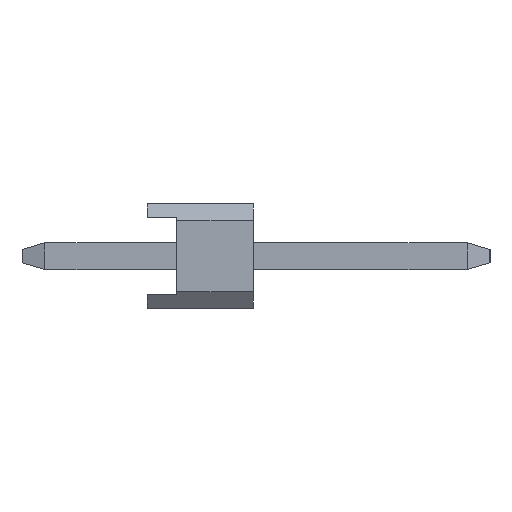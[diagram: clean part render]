
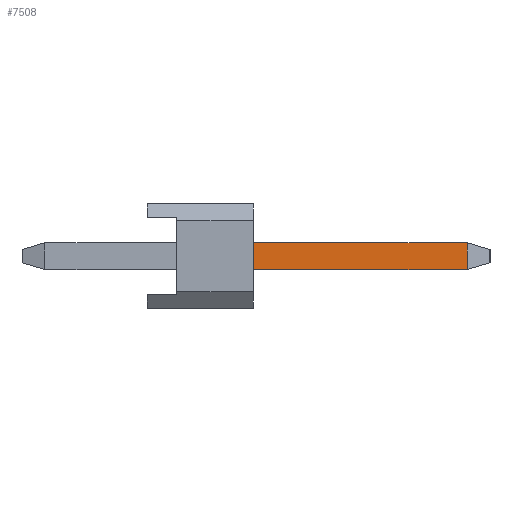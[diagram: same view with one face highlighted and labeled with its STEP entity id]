
A CAD part, left-side view. The second image highlights one B-rep face of the part: STEP entity #7508.
In plain terms, the highlighted planar face has unit normal (-1, 0, 0).
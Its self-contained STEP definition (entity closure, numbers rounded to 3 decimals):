
#5592=VERTEX_POINT('',#15509);
#7508=ADVANCED_FACE('',(#17585),#17586,.T.);
#9244=EDGE_CURVE('',#5592,#12662,#19503,.T.);
#9664=VERTEX_POINT('',#19996);
#10144=EDGE_CURVE('',#12662,#9664,#20522,.T.);
#10624=EDGE_CURVE('',#10768,#5592,#21054,.T.);
#10768=VERTEX_POINT('',#21211);
#11196=EDGE_CURVE('',#9664,#10768,#21713,.T.);
#12662=VERTEX_POINT('',#23319);
#15509=CARTESIAN_POINT('',(-39.69,-2.54,0.32));
#17585=FACE_OUTER_BOUND('',#29796,.T.);
#17586=PLANE('',#29797);
#19503=LINE('',#32571,#32572);
#19996=CARTESIAN_POINT('',(-39.69,-7.654,-0.32));
#20522=LINE('',#34056,#34057);
#21054=LINE('',#34818,#34819);
#21211=CARTESIAN_POINT('',(-39.69,-2.54,-0.32));
#21713=LINE('',#35741,#35742);
#23319=CARTESIAN_POINT('',(-39.69,-7.654,0.32));
#29796=EDGE_LOOP('',(#43903,#43904,#43905,#43906));
#29797=AXIS2_PLACEMENT_3D('',#43907,#43908,#43909);
#32571=CARTESIAN_POINT('',(-39.69,-2.6,0.32));
#32572=VECTOR('',#45836,1.0);
#34056=CARTESIAN_POINT('',(-39.69,-7.654,0.5));
#34057=VECTOR('',#47169,1.0);
#34818=CARTESIAN_POINT('',(-39.69,-2.54,0.252));
#34819=VECTOR('',#47710,1.0);
#35741=CARTESIAN_POINT('',(-39.69,2.454,-0.32));
#35742=VECTOR('',#48674,1.0);
#43903=ORIENTED_EDGE('',*,*,#10624,.F.);
#43904=ORIENTED_EDGE('',*,*,#11196,.F.);
#43905=ORIENTED_EDGE('',*,*,#10144,.F.);
#43906=ORIENTED_EDGE('',*,*,#9244,.F.);
#43907=CARTESIAN_POINT('',(-39.69,2.454,0.5));
#43908=DIRECTION('',(-1.0,0.,0.));
#43909=DIRECTION('',(0.,1.0,0.));
#45836=DIRECTION('',(0.,-1.0,0.));
#47169=DIRECTION('',(0.0,0.,-1.0));
#47710=DIRECTION('',(0.,0.,1.0));
#48674=DIRECTION('',(0.,1.0,0.));
